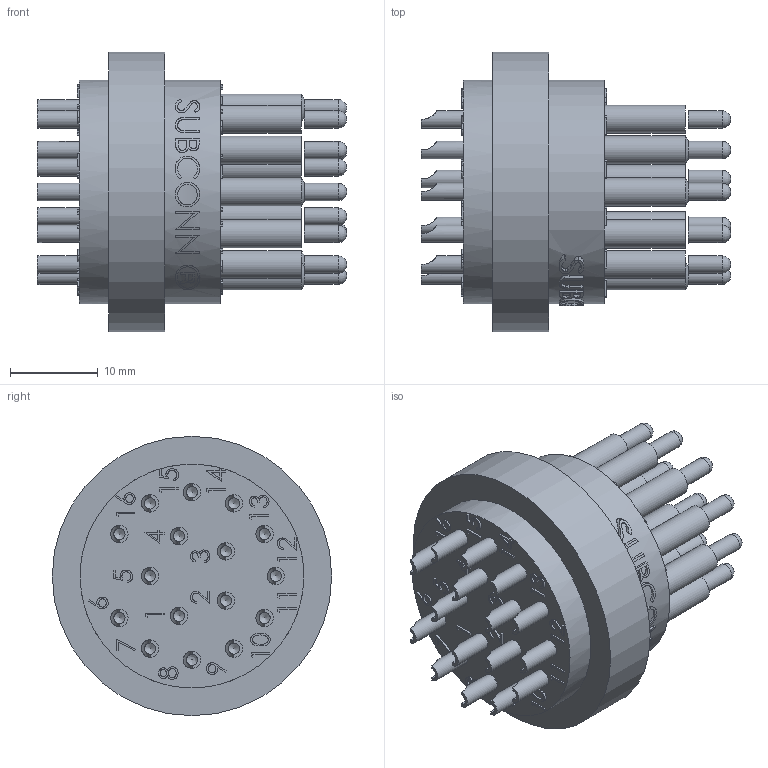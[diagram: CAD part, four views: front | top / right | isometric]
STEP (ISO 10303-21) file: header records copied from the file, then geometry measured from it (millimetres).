
FILE_DESCRIPTION(/* description */ (''),/* implementation_level */ '2;1');
FILE_NAME(/* name */ 'MCAT16M.stp',/* time_stamp */ '2023-03-14T09:33:06+01:00',/* author */ ('sh'),/* organization */ (''),/* preprocessor_version */ 'ST-DEVELOPER v19.2',/* originating_system */ 'Autodesk Inventor 2023',/* authorisation */ '');
FILE_SCHEMA (('AUTOMOTIVE_DESIGN { 1 0 10303 214 3 1 1 }'));
Products named in the file (1): Part1
Bounding box: 35.18 x 31.75 x 31.75 mm (x, y, z)
Volume: 11521.2 mm3; surface area: 5606.9 mm2
Topology: 1 solids, 1 shells, 844 faces, 2195 edges, 1463 vertices
Faces by surface type: plane 415, bspline 300, cylinder 97, cone 32
Full cylindrical faces by diameter (mm): 1.27 x16, 1.974 x32, 3.175 x16, 25.4 x2, 31.75 x1
Entity records: 43374 total; most frequent: CARTESIAN_POINT 23654, ORIENTED_EDGE 4358, DIRECTION 2928, EDGE_CURVE 2179, VERTEX_POINT 1463, LINE 1256, VECTOR 1256, EDGE_LOOP 970
